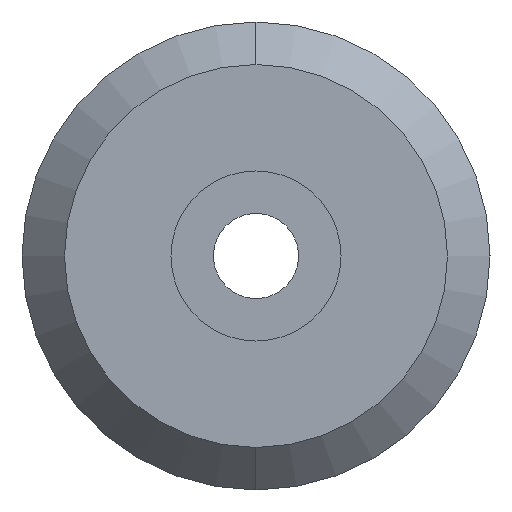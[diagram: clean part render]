
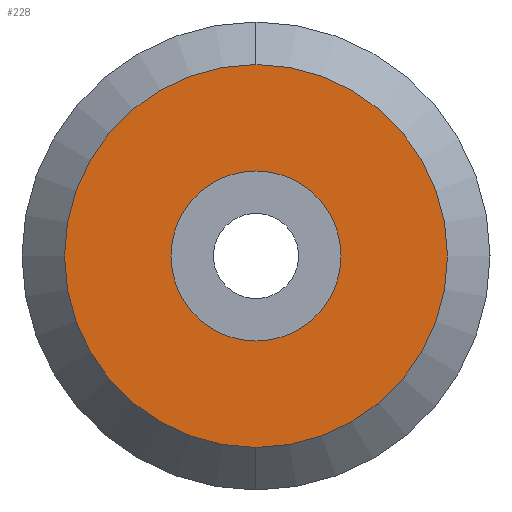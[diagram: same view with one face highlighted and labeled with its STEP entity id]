
A CAD part, left-side view. The second image highlights one B-rep face of the part: STEP entity #228.
In plain terms, the highlighted planar face has unit normal (-1, 0, 0).
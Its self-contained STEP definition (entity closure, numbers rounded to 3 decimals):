
#15 = DIRECTION ( 'NONE',  ( 1., 0., 0. ) ) ;
#18 = CARTESIAN_POINT ( 'NONE',  ( -89., 0., 0. ) ) ;
#52 = DIRECTION ( 'NONE',  ( 0., 0., -1. ) ) ;
#63 = CIRCLE ( 'NONE', #839, 4.5 ) ;
#120 = DIRECTION ( 'NONE',  ( 1., 0., 0. ) ) ;
#146 = EDGE_CURVE ( 'NONE', #1150, #326, #63, .T. ) ;
#150 = CARTESIAN_POINT ( 'NONE',  ( -89., 0., 0. ) ) ;
#161 = EDGE_LOOP ( 'NONE', ( #1046, #585 ) ) ;
#208 = FACE_BOUND ( 'NONE', #679, .T. ) ;
#228 = ADVANCED_FACE ( 'NONE', ( #208, #997 ), #1245, .T. ) ;
#229 = DIRECTION ( 'NONE',  ( 1., 0., 0. ) ) ;
#250 = DIRECTION ( 'NONE',  ( 1., 0., 0. ) ) ;
#259 = DIRECTION ( 'NONE',  ( 0., 0., 1. ) ) ;
#284 = CIRCLE ( 'NONE', #1083, 2. ) ;
#307 = DIRECTION ( 'NONE',  ( 0., 0., -1. ) ) ;
#326 = VERTEX_POINT ( 'NONE', #1016 ) ;
#354 = VERTEX_POINT ( 'NONE', #464 ) ;
#464 = CARTESIAN_POINT ( 'NONE',  ( -89., 0., 2. ) ) ;
#466 = ORIENTED_EDGE ( 'NONE', *, *, #859, .T. ) ;
#569 = ORIENTED_EDGE ( 'NONE', *, *, #591, .T. ) ;
#573 = EDGE_CURVE ( 'NONE', #326, #1150, #1205, .T. ) ;
#585 = ORIENTED_EDGE ( 'NONE', *, *, #573, .F. ) ;
#591 = EDGE_CURVE ( 'NONE', #354, #765, #681, .T. ) ;
#609 = CARTESIAN_POINT ( 'NONE',  ( -89., 0., 0. ) ) ;
#637 = AXIS2_PLACEMENT_3D ( 'NONE', #1142, #651, #259 ) ;
#651 = DIRECTION ( 'NONE',  ( -1., 0., 0. ) ) ;
#679 = EDGE_LOOP ( 'NONE', ( #466, #569 ) ) ;
#681 = CIRCLE ( 'NONE', #910, 2. ) ;
#765 = VERTEX_POINT ( 'NONE', #1185 ) ;
#839 = AXIS2_PLACEMENT_3D ( 'NONE', #609, #229, #52 ) ;
#846 = DIRECTION ( 'NONE',  ( 0., 0., -1. ) ) ;
#851 = AXIS2_PLACEMENT_3D ( 'NONE', #998, #120, #1089 ) ;
#859 = EDGE_CURVE ( 'NONE', #765, #354, #284, .T. ) ;
#880 = CARTESIAN_POINT ( 'NONE',  ( -89., 0., -4.5 ) ) ;
#910 = AXIS2_PLACEMENT_3D ( 'NONE', #18, #15, #307 ) ;
#997 = FACE_OUTER_BOUND ( 'NONE', #161, .T. ) ;
#998 = CARTESIAN_POINT ( 'NONE',  ( -89., 0., 0. ) ) ;
#1016 = CARTESIAN_POINT ( 'NONE',  ( -89., 0., 4.5 ) ) ;
#1046 = ORIENTED_EDGE ( 'NONE', *, *, #146, .F. ) ;
#1083 = AXIS2_PLACEMENT_3D ( 'NONE', #150, #250, #846 ) ;
#1089 = DIRECTION ( 'NONE',  ( 0., 0., -1. ) ) ;
#1142 = CARTESIAN_POINT ( 'NONE',  ( -89., 2., 0. ) ) ;
#1150 = VERTEX_POINT ( 'NONE', #880 ) ;
#1185 = CARTESIAN_POINT ( 'NONE',  ( -89., 0., -2. ) ) ;
#1205 = CIRCLE ( 'NONE', #851, 4.5 ) ;
#1245 = PLANE ( 'NONE',  #637 ) ;
